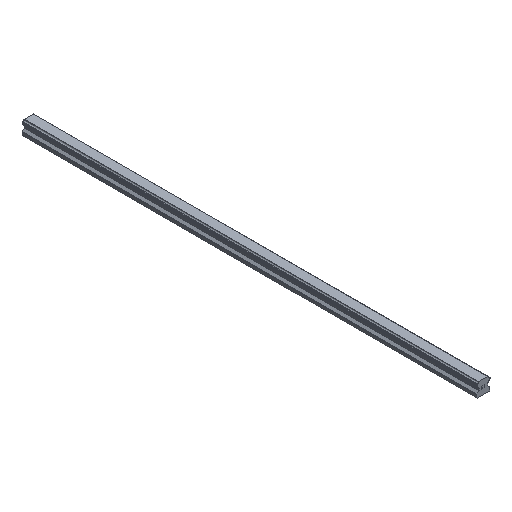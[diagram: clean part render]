
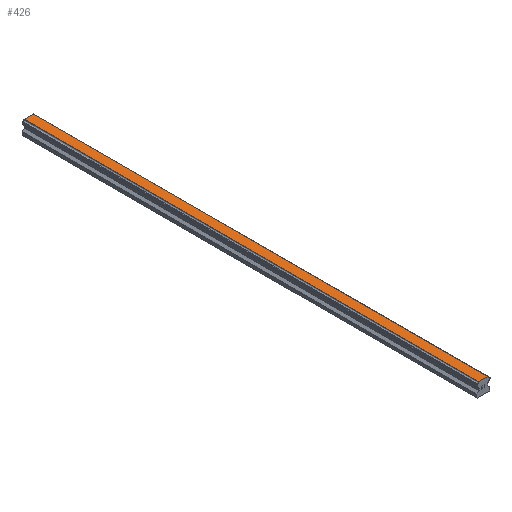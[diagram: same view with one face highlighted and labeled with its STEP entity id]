
A CAD part, isometric view. The second image highlights one B-rep face of the part: STEP entity #426.
In plain terms, the highlighted planar face has unit normal (0, 0, 1).
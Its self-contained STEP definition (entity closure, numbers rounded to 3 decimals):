
#426=ADVANCED_FACE('',(#875),#876,.T.);
#875=FACE_OUTER_BOUND('',#1349,.T.);
#876=PLANE('',#1350);
#1349=EDGE_LOOP('',(#2614,#2615,#2616,#2617));
#1350=AXIS2_PLACEMENT_3D('',#2618,#2619,#2620);
#2614=ORIENTED_EDGE('',*,*,#3230,.T.);
#2615=ORIENTED_EDGE('',*,*,#3340,.F.);
#2616=ORIENTED_EDGE('',*,*,#3092,.T.);
#2617=ORIENTED_EDGE('',*,*,#3338,.T.);
#2618=CARTESIAN_POINT('',(0.,510.0,15.));
#2619=DIRECTION('',(0.0,0.0,1.0));
#2620=DIRECTION('',(-1.0,0.0,0.0));
#3092=EDGE_CURVE('',#3790,#3788,#3791,.T.);
#3230=EDGE_CURVE('',#4021,#4019,#4022,.T.);
#3338=EDGE_CURVE('',#3788,#4021,#4152,.T.);
#3340=EDGE_CURVE('',#3790,#4019,#4154,.T.);
#3788=VERTEX_POINT('',#4763);
#3790=VERTEX_POINT('',#4766);
#3791=LINE('',#4767,#4768);
#4019=VERTEX_POINT('',#5082);
#4021=VERTEX_POINT('',#5085);
#4022=LINE('',#5086,#5087);
#4152=LINE('',#5251,#5252);
#4154=LINE('',#5254,#5255);
#4763=CARTESIAN_POINT('',(-5.049,510.0,15.));
#4766=CARTESIAN_POINT('',(5.049,510.0,15.));
#4767=CARTESIAN_POINT('',(5.049,510.0,15.));
#4768=VECTOR('',#5585,1.0);
#5082=CARTESIAN_POINT('',(5.049,0.0,15.));
#5085=CARTESIAN_POINT('',(-5.049,0.0,15.));
#5086=CARTESIAN_POINT('',(5.049,0.0,15.));
#5087=VECTOR('',#5751,1.0);
#5251=CARTESIAN_POINT('',(-5.049,510.0,15.));
#5252=VECTOR('',#5879,1.0);
#5254=CARTESIAN_POINT('',(5.049,510.0,15.));
#5255=VECTOR('',#5880,1.0);
#5585=DIRECTION('',(-1.0,0.0,0.0));
#5751=DIRECTION('',(1.0,0.0,0.0));
#5879=DIRECTION('',(0.0,-1.0,0.0));
#5880=DIRECTION('',(0.0,-1.0,0.0));
